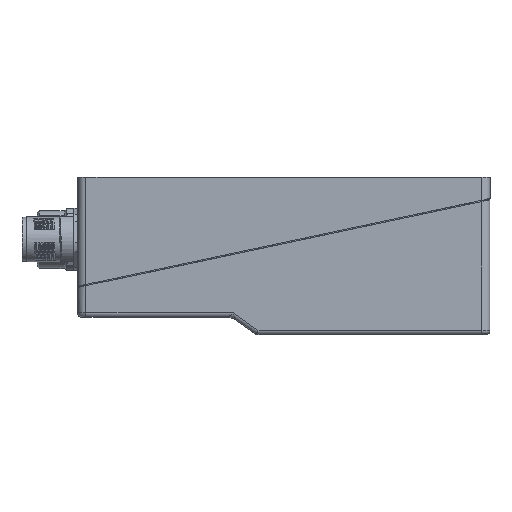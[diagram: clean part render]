
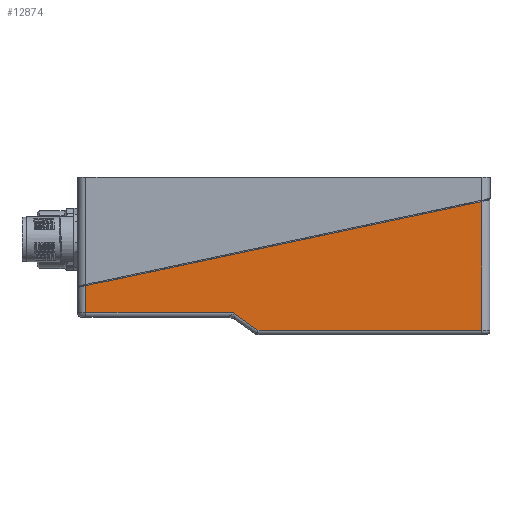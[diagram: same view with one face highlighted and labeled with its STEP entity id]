
A CAD part, top view. The second image highlights one B-rep face of the part: STEP entity #12874.
In plain terms, the highlighted planar face has unit normal (0, 0, 1).
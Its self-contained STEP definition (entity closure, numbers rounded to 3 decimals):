
#470=LINE($,#17308,#1697);
#497=LINE($,#17502,#1724);
#499=LINE($,#17512,#1726);
#500=LINE($,#17516,#1727);
#1277=LINE($,#26039,#2504);
#1437=LINE($,#27532,#2664);
#1697=VECTOR($,#14177,97.634);
#1724=VECTOR($,#14252,53.985);
#1726=VECTOR($,#14264,35.511);
#1727=VECTOR($,#14271,7.33);
#2504=VECTOR($,#16234,6.583);
#2664=VECTOR($,#16558,31.086);
#3785=FACE_OUTER_BOUND($,#4687,.T.);
#4687=EDGE_LOOP($,(#10973,#10974,#10975,#10976,#10977,#10978));
#5249=VERTEX_POINT($,#17305);
#5250=VERTEX_POINT($,#17307);
#5281=VERTEX_POINT($,#17476);
#5290=VERTEX_POINT($,#17500);
#5291=VERTEX_POINT($,#17501);
#5294=VERTEX_POINT($,#17511);
#6485=EDGE_CURVE($,#5250,#5249,#470,.T.);
#6531=EDGE_CURVE($,#5290,#5291,#497,.T.);
#6536=EDGE_CURVE($,#5294,#5281,#499,.F.);
#6539=EDGE_CURVE($,#5281,#5290,#500,.F.);
#7713=EDGE_CURVE($,#5249,#5294,#1277,.T.);
#7946=EDGE_CURVE($,#5291,#5250,#1437,.F.);
#10973=ORIENTED_EDGE($,*,*,#7713,.T.);
#10974=ORIENTED_EDGE($,*,*,#6536,.T.);
#10975=ORIENTED_EDGE($,*,*,#6539,.T.);
#10976=ORIENTED_EDGE($,*,*,#6531,.T.);
#10977=ORIENTED_EDGE($,*,*,#7946,.T.);
#10978=ORIENTED_EDGE($,*,*,#6485,.T.);
#12215=PLANE($,#13871);
#12874=ADVANCED_FACE($,(#3785),#12215,.F.);
#13871=AXIS2_PLACEMENT_3D($,#27531,#16556,#16557);
#14177=DIRECTION($,(-0.978,-0.208,0.));
#14252=DIRECTION($,(1.,0.,0.));
#14264=DIRECTION($,(-1.,0.,0.));
#14271=DIRECTION($,(-0.819,0.574,0.));
#16234=DIRECTION($,(0.,-1.,0.));
#16556=DIRECTION('center_axis',(0.,0.,-1.));
#16557=DIRECTION('ref_axis',(-1.,0.,0.));
#16558=DIRECTION($,(0.,-1.,0.));
#17305=CARTESIAN_POINT('',(-69.,-19.511,26.5));
#17307=CARTESIAN_POINT('',(26.5,0.789,26.5));
#17308=CARTESIAN_POINT($,(26.5,0.789,26.5));
#17476=CARTESIAN_POINT('',(-33.489,-26.093,26.5));
#17500=CARTESIAN_POINT('',(-27.485,-30.297,26.5));
#17501=CARTESIAN_POINT('',(26.5,-30.297,26.5));
#17502=CARTESIAN_POINT($,(-27.485,-30.297,26.5));
#17511=CARTESIAN_POINT('',(-69.,-26.093,26.5));
#17512=CARTESIAN_POINT($,(-33.489,-26.093,26.5));
#17516=CARTESIAN_POINT($,(-27.485,-30.297,26.5));
#26039=CARTESIAN_POINT($,(-69.,-19.511,26.5));
#27531=CARTESIAN_POINT('Origin',(-71.,0.703,26.5));
#27532=CARTESIAN_POINT($,(26.5,0.789,26.5));
